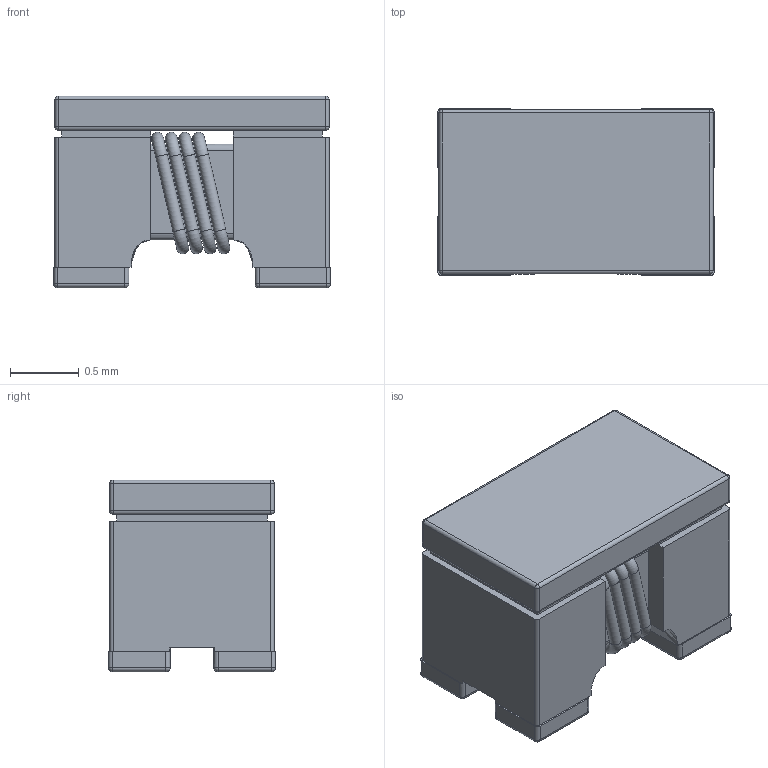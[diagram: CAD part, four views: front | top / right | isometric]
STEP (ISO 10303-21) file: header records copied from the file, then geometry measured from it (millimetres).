
FILE_DESCRIPTION(/* description */ (''),/* implementation_level */ '2;1');
FILE_NAME(/* name */ 'Laird CMA0805.step',/* time_stamp */ '2025-11-16T00:17:01Z',/* author */ (''),/* organization */ (''),/* preprocessor_version */ 'ST-DEVELOPER v20.1',/* originating_system */ 'Autodesk Translation Framework v14.17.0.0',/* authorisation */ '');
FILE_SCHEMA (('AUTOMOTIVE_DESIGN { 1 0 10303 214 3 1 1 }'));
Length unit declared in the file: millimetre
Products named in the file (1): Laird CMA0805
Bounding box: 2.02 x 1.22 x 1.4 mm (x, y, z)
Volume: 2.8 mm3; surface area: 19.4 mm2
Topology: 1 solids, 1 shells, 172 faces, 456 edges, 278 vertices
Faces by surface type: cylinder 67, plane 60, sphere 23, torus 20, bspline 2
Full cylindrical faces by diameter (mm): 0.087 x12
Entity records: 5869 total; most frequent: CARTESIAN_POINT 1359, DIRECTION 941, ORIENTED_EDGE 912, EDGE_CURVE 456, AXIS2_PLACEMENT_3D 360, VERTEX_POINT 278, LINE 221, VECTOR 221
